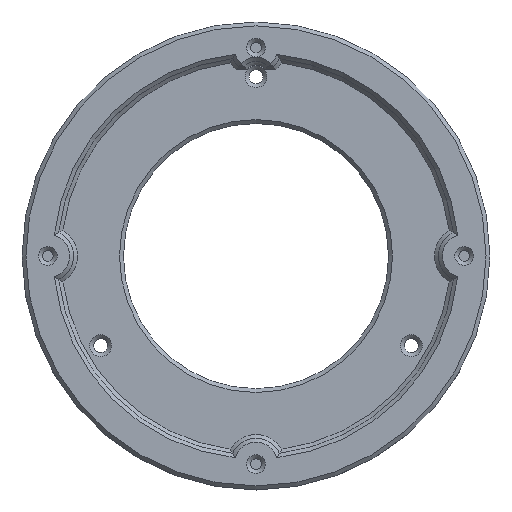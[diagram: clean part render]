
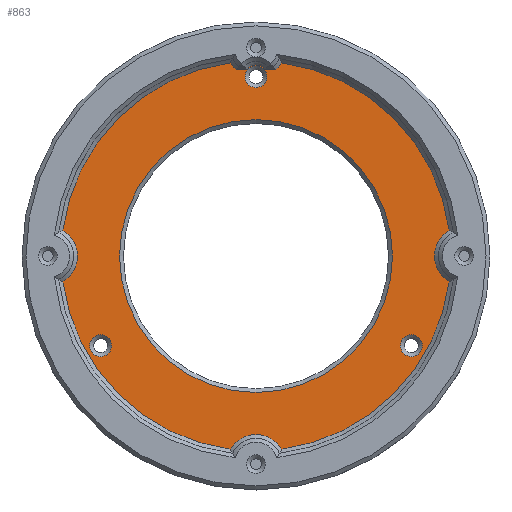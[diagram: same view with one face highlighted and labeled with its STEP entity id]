
A CAD part, top view. The second image highlights one B-rep face of the part: STEP entity #863.
In plain terms, the highlighted planar face has unit normal (0, 0, 1).
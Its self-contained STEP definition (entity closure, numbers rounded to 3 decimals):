
#78=LINE('',#1462,#100);
#79=LINE('',#1466,#101);
#100=VECTOR('',#1174,1000.);
#101=VECTOR('',#1177,1000.);
#127=PLANE('',#980);
#174=ORIENTED_EDGE('',*,*,#399,.T.);
#175=ORIENTED_EDGE('',*,*,#400,.T.);
#176=ORIENTED_EDGE('',*,*,#401,.T.);
#177=ORIENTED_EDGE('',*,*,#402,.T.);
#178=ORIENTED_EDGE('',*,*,#403,.T.);
#179=ORIENTED_EDGE('',*,*,#404,.T.);
#180=ORIENTED_EDGE('',*,*,#405,.T.);
#181=ORIENTED_EDGE('',*,*,#406,.T.);
#182=ORIENTED_EDGE('',*,*,#407,.T.);
#183=ORIENTED_EDGE('',*,*,#408,.T.);
#184=ORIENTED_EDGE('',*,*,#409,.T.);
#185=ORIENTED_EDGE('',*,*,#410,.T.);
#186=ORIENTED_EDGE('',*,*,#411,.T.);
#187=ORIENTED_EDGE('',*,*,#412,.T.);
#188=ORIENTED_EDGE('',*,*,#413,.T.);
#189=ORIENTED_EDGE('',*,*,#414,.T.);
#399=EDGE_CURVE('',#513,#514,#591,.T.);
#400=EDGE_CURVE('',#514,#515,#78,.F.);
#401=EDGE_CURVE('',#515,#516,#592,.F.);
#402=EDGE_CURVE('',#516,#517,#79,.F.);
#403=EDGE_CURVE('',#517,#518,#593,.T.);
#404=EDGE_CURVE('',#518,#519,#594,.F.);
#405=EDGE_CURVE('',#519,#520,#595,.T.);
#406=EDGE_CURVE('',#520,#521,#596,.F.);
#407=EDGE_CURVE('',#521,#522,#597,.T.);
#408=EDGE_CURVE('',#522,#523,#598,.F.);
#409=EDGE_CURVE('',#523,#524,#599,.T.);
#410=EDGE_CURVE('',#524,#513,#600,.F.);
#411=EDGE_CURVE('',#525,#525,#601,.T.);
#412=EDGE_CURVE('',#526,#526,#602,.T.);
#413=EDGE_CURVE('',#527,#527,#603,.T.);
#414=EDGE_CURVE('',#528,#528,#604,.T.);
#513=VERTEX_POINT('',#1460);
#514=VERTEX_POINT('',#1461);
#515=VERTEX_POINT('',#1463);
#516=VERTEX_POINT('',#1465);
#517=VERTEX_POINT('',#1467);
#518=VERTEX_POINT('',#1469);
#519=VERTEX_POINT('',#1471);
#520=VERTEX_POINT('',#1473);
#521=VERTEX_POINT('',#1475);
#522=VERTEX_POINT('',#1477);
#523=VERTEX_POINT('',#1479);
#524=VERTEX_POINT('',#1481);
#525=VERTEX_POINT('',#1484);
#526=VERTEX_POINT('',#1486);
#527=VERTEX_POINT('',#1488);
#528=VERTEX_POINT('',#1490);
#591=CIRCLE('',#981,3.8);
#592=CIRCLE('',#982,1.5);
#593=CIRCLE('',#983,3.8);
#594=CIRCLE('',#984,25.);
#595=CIRCLE('',#985,3.8);
#596=CIRCLE('',#986,25.);
#597=CIRCLE('',#987,3.8);
#598=CIRCLE('',#988,25.);
#599=CIRCLE('',#989,3.8);
#600=CIRCLE('',#990,25.);
#601=CIRCLE('',#991,17.5);
#602=CIRCLE('',#992,1.4);
#603=CIRCLE('',#993,1.4);
#604=CIRCLE('',#994,1.4);
#657=EDGE_LOOP('',(#174,#175,#176,#177,#178,#179,#180,#181,#182,#183,#184,
#185));
#658=EDGE_LOOP('',(#186));
#659=EDGE_LOOP('',(#187));
#660=EDGE_LOOP('',(#188));
#661=EDGE_LOOP('',(#189));
#759=FACE_BOUND('',#657,.T.);
#760=FACE_BOUND('',#658,.T.);
#761=FACE_BOUND('',#659,.T.);
#762=FACE_BOUND('',#660,.T.);
#763=FACE_BOUND('',#661,.T.);
#863=ADVANCED_FACE('',(#759,#760,#761,#762,#763),#127,.F.);
#980=AXIS2_PLACEMENT_3D('',#1458,#1170,#1171);
#981=AXIS2_PLACEMENT_3D('',#1459,#1172,#1173);
#982=AXIS2_PLACEMENT_3D('',#1464,#1175,#1176);
#983=AXIS2_PLACEMENT_3D('',#1468,#1178,#1179);
#984=AXIS2_PLACEMENT_3D('',#1470,#1180,#1181);
#985=AXIS2_PLACEMENT_3D('',#1472,#1182,#1183);
#986=AXIS2_PLACEMENT_3D('',#1474,#1184,#1185);
#987=AXIS2_PLACEMENT_3D('',#1476,#1186,#1187);
#988=AXIS2_PLACEMENT_3D('',#1478,#1188,#1189);
#989=AXIS2_PLACEMENT_3D('',#1480,#1190,#1191);
#990=AXIS2_PLACEMENT_3D('',#1482,#1192,#1193);
#991=AXIS2_PLACEMENT_3D('',#1483,#1194,#1195);
#992=AXIS2_PLACEMENT_3D('',#1485,#1196,#1197);
#993=AXIS2_PLACEMENT_3D('',#1487,#1198,#1199);
#994=AXIS2_PLACEMENT_3D('',#1489,#1200,#1201);
#1170=DIRECTION('',(0.,0.,-1.));
#1171=DIRECTION('',(-1.,0.,0.));
#1172=DIRECTION('',(0.,0.,-1.));
#1173=DIRECTION('',(-1.,0.,0.));
#1174=DIRECTION('',(0.998,-0.064,0.));
#1175=DIRECTION('',(0.,0.,-1.));
#1176=DIRECTION('',(-1.,0.,0.));
#1177=DIRECTION('',(0.998,0.064,0.));
#1178=DIRECTION('',(0.,0.,-1.));
#1179=DIRECTION('',(-1.,0.,0.));
#1180=DIRECTION('',(0.,0.,-1.));
#1181=DIRECTION('',(-1.,0.,0.));
#1182=DIRECTION('',(0.,0.,-1.));
#1183=DIRECTION('',(-1.,0.,0.));
#1184=DIRECTION('',(0.,0.,-1.));
#1185=DIRECTION('',(-1.,0.,0.));
#1186=DIRECTION('',(0.,0.,-1.));
#1187=DIRECTION('',(-1.,0.,0.));
#1188=DIRECTION('',(0.,0.,-1.));
#1189=DIRECTION('',(-1.,0.,0.));
#1190=DIRECTION('',(0.,0.,-1.));
#1191=DIRECTION('',(-1.,0.,0.));
#1192=DIRECTION('',(0.,0.,-1.));
#1193=DIRECTION('',(-1.,0.,0.));
#1194=DIRECTION('',(0.,0.,-1.));
#1195=DIRECTION('',(-1.,0.,0.));
#1196=DIRECTION('',(0.,0.,-1.));
#1197=DIRECTION('',(-1.,0.,0.));
#1198=DIRECTION('',(0.,0.,-1.));
#1199=DIRECTION('',(-1.,0.,0.));
#1200=DIRECTION('',(0.,0.,-1.));
#1201=DIRECTION('',(-1.,0.,0.));
#1458=CARTESIAN_POINT('',(-19.919,-11.5,17.2));
#1459=CARTESIAN_POINT('',(0.,26.7,17.2));
#1460=CARTESIAN_POINT('',(3.281,24.784,17.2));
#1461=CARTESIAN_POINT('',(2.552,23.884,17.2));
#1462=CARTESIAN_POINT('',(2.552,23.884,17.2));
#1463=CARTESIAN_POINT('',(1.14,23.974,17.2));
#1464=CARTESIAN_POINT('',(0.,23.,17.2));
#1465=CARTESIAN_POINT('',(-1.14,23.974,17.2));
#1466=CARTESIAN_POINT('',(-1.14,23.974,17.2));
#1467=CARTESIAN_POINT('',(-2.552,23.884,17.2));
#1468=CARTESIAN_POINT('',(0.,26.7,17.2));
#1469=CARTESIAN_POINT('',(-3.281,24.784,17.2));
#1470=CARTESIAN_POINT('',(0.,0.,17.2));
#1471=CARTESIAN_POINT('',(-24.784,3.281,17.2));
#1472=CARTESIAN_POINT('',(-26.7,0.,17.2));
#1473=CARTESIAN_POINT('',(-24.784,-3.281,17.2));
#1474=CARTESIAN_POINT('',(0.,0.,17.2));
#1475=CARTESIAN_POINT('',(-3.281,-24.784,17.2));
#1476=CARTESIAN_POINT('',(0.,-26.7,17.2));
#1477=CARTESIAN_POINT('',(3.281,-24.784,17.2));
#1478=CARTESIAN_POINT('',(0.,0.,17.2));
#1479=CARTESIAN_POINT('',(24.784,-3.281,17.2));
#1480=CARTESIAN_POINT('',(26.7,0.,17.2));
#1481=CARTESIAN_POINT('',(24.784,3.281,17.2));
#1482=CARTESIAN_POINT('',(0.,0.,17.2));
#1483=CARTESIAN_POINT('',(0.,0.,17.2));
#1484=CARTESIAN_POINT('',(-17.5,0.,17.2));
#1485=CARTESIAN_POINT('',(0.,23.,17.2));
#1486=CARTESIAN_POINT('',(-1.4,23.,17.2));
#1487=CARTESIAN_POINT('',(19.919,-11.5,17.2));
#1488=CARTESIAN_POINT('',(18.519,-11.5,17.2));
#1489=CARTESIAN_POINT('',(-19.919,-11.5,17.2));
#1490=CARTESIAN_POINT('',(-21.319,-11.5,17.2));
